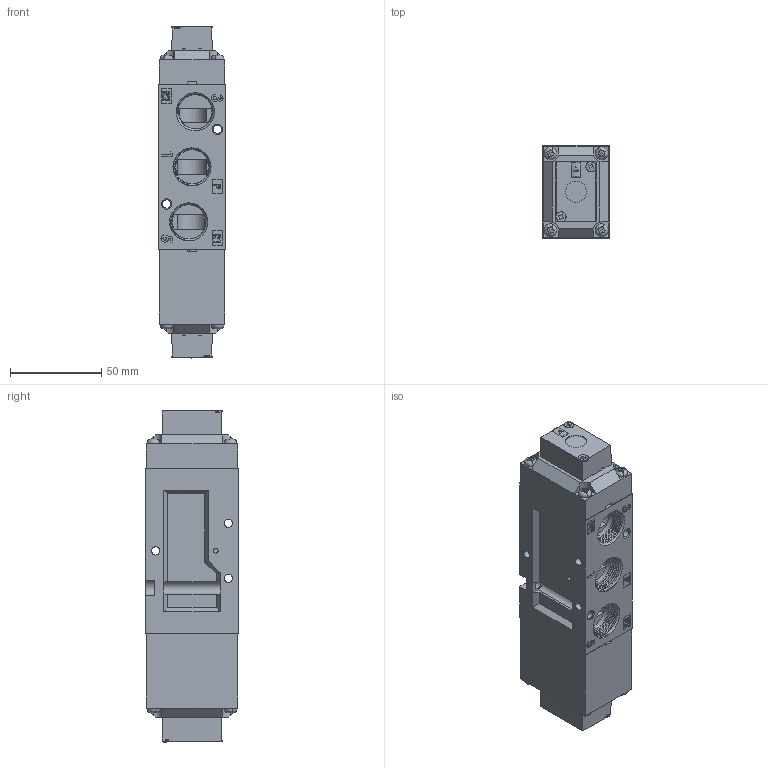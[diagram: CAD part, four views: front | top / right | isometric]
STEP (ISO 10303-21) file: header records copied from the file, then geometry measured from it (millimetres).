
FILE_DESCRIPTION (( 'STEP AP214' ), '1' );
FILE_NAME ('YPC-SFP6303.STEP', '2019-07-08T14:49:29', ( '' ), ( '' ), 'SwSTEP 2.0', 'SolidWorks 2019', '' );
FILE_SCHEMA (( 'AUTOMOTIVE_DESIGN' ));
Length unit declared in the file: millimetre
Products named in the file (1): YPC-SFP6303
Bounding box: 36.4 x 50.7 x 181.5 mm (x, y, z)
Volume: 167423.8 mm3; surface area: 92803.8 mm2
Topology: 17 solids, 17 shells, 1555 faces, 4137 edges, 2700 vertices
Faces by surface type: plane 843, cylinder 514, cone 90, bspline 80, torus 28
Entity records: 82895 total; most frequent: CARTESIAN_POINT 27601, ORIENTED_EDGE 8270, DIRECTION 7460, EDGE_CURVE 4135, VERTEX_POINT 2700, AXIS2_PLACEMENT_3D 2503, VECTOR 2454, LINE 2454
